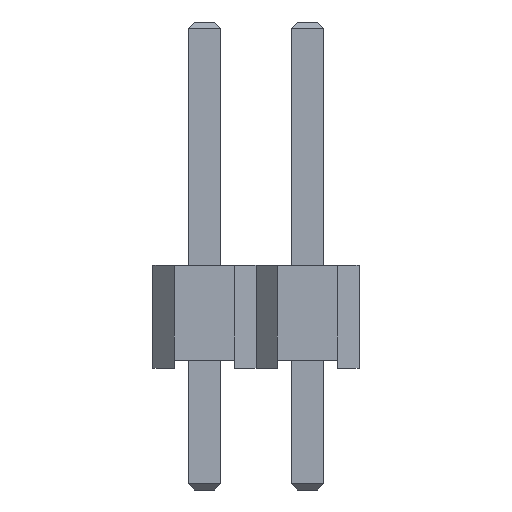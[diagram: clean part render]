
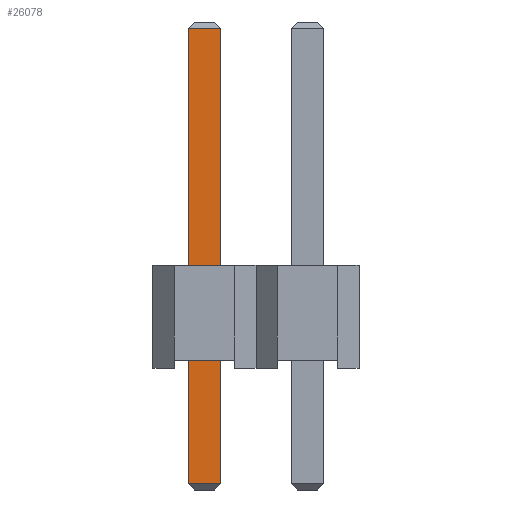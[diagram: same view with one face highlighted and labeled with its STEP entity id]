
A CAD part, front view. The second image highlights one B-rep face of the part: STEP entity #26078.
In plain terms, the highlighted planar face has unit normal (0, -1, 0).
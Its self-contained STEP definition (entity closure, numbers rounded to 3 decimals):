
#25666 = PLANE('',#25667);
#25667 = AXIS2_PLACEMENT_3D('',#25668,#25669,#25670);
#25668 = CARTESIAN_POINT('',(-0.4,-0.4,-3.));
#25669 = DIRECTION('',(-1.,0.,0.));
#25670 = DIRECTION('',(0.,1.,0.));
#25722 = PLANE('',#25723);
#25723 = AXIS2_PLACEMENT_3D('',#25724,#25725,#25726);
#25724 = CARTESIAN_POINT('',(0.4,0.4,-3.));
#25725 = DIRECTION('',(1.,0.,0.));
#25726 = DIRECTION('',(0.,-1.,0.));
#25763 = EDGE_CURVE('',#25764,#25766,#25768,.T.);
#25764 = VERTEX_POINT('',#25765);
#25765 = CARTESIAN_POINT('',(-0.4,-0.4,-2.85));
#25766 = VERTEX_POINT('',#25767);
#25767 = CARTESIAN_POINT('',(-0.4,-0.4,8.39));
#25768 = SURFACE_CURVE('',#25769,(#25773,#25780),.PCURVE_S1.);
#25769 = LINE('',#25770,#25771);
#25770 = CARTESIAN_POINT('',(-0.4,-0.4,-3.));
#25771 = VECTOR('',#25772,1.);
#25772 = DIRECTION('',(0.,0.,1.));
#25773 = PCURVE('',#25666,#25774);
#25774 = DEFINITIONAL_REPRESENTATION('',(#25775),#25779);
#25775 = LINE('',#25776,#25777);
#25776 = CARTESIAN_POINT('',(0.,0.));
#25777 = VECTOR('',#25778,1.);
#25778 = DIRECTION('',(0.,-1.));
#25779 = ( GEOMETRIC_REPRESENTATION_CONTEXT(2) 
PARAMETRIC_REPRESENTATION_CONTEXT() REPRESENTATION_CONTEXT('2D SPACE',''
  ) );
#25780 = PCURVE('',#25781,#25786);
#25781 = PLANE('',#25782);
#25782 = AXIS2_PLACEMENT_3D('',#25783,#25784,#25785);
#25783 = CARTESIAN_POINT('',(0.4,-0.4,-3.));
#25784 = DIRECTION('',(0.,-1.,0.));
#25785 = DIRECTION('',(-1.,0.,0.));
#25786 = DEFINITIONAL_REPRESENTATION('',(#25787),#25791);
#25787 = LINE('',#25788,#25789);
#25788 = CARTESIAN_POINT('',(0.8,0.));
#25789 = VECTOR('',#25790,1.);
#25790 = DIRECTION('',(0.,-1.));
#25791 = ( GEOMETRIC_REPRESENTATION_CONTEXT(2) 
PARAMETRIC_REPRESENTATION_CONTEXT() REPRESENTATION_CONTEXT('2D SPACE',''
  ) );
#26013 = VERTEX_POINT('',#26014);
#26014 = CARTESIAN_POINT('',(0.4,-0.4,8.39));
#26035 = EDGE_CURVE('',#26036,#26013,#26038,.T.);
#26036 = VERTEX_POINT('',#26037);
#26037 = CARTESIAN_POINT('',(0.4,-0.4,-2.85));
#26038 = SURFACE_CURVE('',#26039,(#26043,#26050),.PCURVE_S1.);
#26039 = LINE('',#26040,#26041);
#26040 = CARTESIAN_POINT('',(0.4,-0.4,-3.));
#26041 = VECTOR('',#26042,1.);
#26042 = DIRECTION('',(0.,0.,1.));
#26043 = PCURVE('',#25722,#26044);
#26044 = DEFINITIONAL_REPRESENTATION('',(#26045),#26049);
#26045 = LINE('',#26046,#26047);
#26046 = CARTESIAN_POINT('',(0.8,0.));
#26047 = VECTOR('',#26048,1.);
#26048 = DIRECTION('',(0.,-1.));
#26049 = ( GEOMETRIC_REPRESENTATION_CONTEXT(2) 
PARAMETRIC_REPRESENTATION_CONTEXT() REPRESENTATION_CONTEXT('2D SPACE',''
  ) );
#26050 = PCURVE('',#25781,#26051);
#26051 = DEFINITIONAL_REPRESENTATION('',(#26052),#26056);
#26052 = LINE('',#26053,#26054);
#26053 = CARTESIAN_POINT('',(0.,0.));
#26054 = VECTOR('',#26055,1.);
#26055 = DIRECTION('',(0.,-1.));
#26056 = ( GEOMETRIC_REPRESENTATION_CONTEXT(2) 
PARAMETRIC_REPRESENTATION_CONTEXT() REPRESENTATION_CONTEXT('2D SPACE',''
  ) );
#26078 = ADVANCED_FACE('',(#26079),#25781,.T.);
#26079 = FACE_BOUND('',#26080,.T.);
#26080 = EDGE_LOOP('',(#26081,#26082,#26108,#26109));
#26081 = ORIENTED_EDGE('',*,*,#26035,.T.);
#26082 = ORIENTED_EDGE('',*,*,#26083,.T.);
#26083 = EDGE_CURVE('',#26013,#25766,#26084,.T.);
#26084 = SURFACE_CURVE('',#26085,(#26089,#26096),.PCURVE_S1.);
#26085 = LINE('',#26086,#26087);
#26086 = CARTESIAN_POINT('',(0.4,-0.4,8.39));
#26087 = VECTOR('',#26088,1.);
#26088 = DIRECTION('',(-1.,0.,0.));
#26089 = PCURVE('',#25781,#26090);
#26090 = DEFINITIONAL_REPRESENTATION('',(#26091),#26095);
#26091 = LINE('',#26092,#26093);
#26092 = CARTESIAN_POINT('',(0.,-11.39));
#26093 = VECTOR('',#26094,1.);
#26094 = DIRECTION('',(1.,0.));
#26095 = ( GEOMETRIC_REPRESENTATION_CONTEXT(2) 
PARAMETRIC_REPRESENTATION_CONTEXT() REPRESENTATION_CONTEXT('2D SPACE',''
  ) );
#26096 = PCURVE('',#26097,#26102);
#26097 = PLANE('',#26098);
#26098 = AXIS2_PLACEMENT_3D('',#26099,#26100,#26101);
#26099 = CARTESIAN_POINT('',(0.4,-0.325,8.465));
#26100 = DIRECTION('',(0.,-0.707,0.707));
#26101 = DIRECTION('',(1.,0.,0.));
#26102 = DEFINITIONAL_REPRESENTATION('',(#26103),#26107);
#26103 = LINE('',#26104,#26105);
#26104 = CARTESIAN_POINT('',(0.,-0.106));
#26105 = VECTOR('',#26106,1.);
#26106 = DIRECTION('',(-1.,0.));
#26107 = ( GEOMETRIC_REPRESENTATION_CONTEXT(2) 
PARAMETRIC_REPRESENTATION_CONTEXT() REPRESENTATION_CONTEXT('2D SPACE',''
  ) );
#26108 = ORIENTED_EDGE('',*,*,#25763,.F.);
#26109 = ORIENTED_EDGE('',*,*,#26110,.F.);
#26110 = EDGE_CURVE('',#26036,#25764,#26111,.T.);
#26111 = SURFACE_CURVE('',#26112,(#26116,#26123),.PCURVE_S1.);
#26112 = LINE('',#26113,#26114);
#26113 = CARTESIAN_POINT('',(0.4,-0.4,-2.85));
#26114 = VECTOR('',#26115,1.);
#26115 = DIRECTION('',(-1.,0.,0.));
#26116 = PCURVE('',#25781,#26117);
#26117 = DEFINITIONAL_REPRESENTATION('',(#26118),#26122);
#26118 = LINE('',#26119,#26120);
#26119 = CARTESIAN_POINT('',(0.,-0.15));
#26120 = VECTOR('',#26121,1.);
#26121 = DIRECTION('',(1.,0.));
#26122 = ( GEOMETRIC_REPRESENTATION_CONTEXT(2) 
PARAMETRIC_REPRESENTATION_CONTEXT() REPRESENTATION_CONTEXT('2D SPACE',''
  ) );
#26123 = PCURVE('',#26124,#26129);
#26124 = PLANE('',#26125);
#26125 = AXIS2_PLACEMENT_3D('',#26126,#26127,#26128);
#26126 = CARTESIAN_POINT('',(0.4,-0.325,-2.925));
#26127 = DIRECTION('',(0.,0.707,0.707
    ));
#26128 = DIRECTION('',(1.,0.,0.));
#26129 = DEFINITIONAL_REPRESENTATION('',(#26130),#26134);
#26130 = LINE('',#26131,#26132);
#26131 = CARTESIAN_POINT('',(0.,-0.106));
#26132 = VECTOR('',#26133,1.);
#26133 = DIRECTION('',(-1.,0.));
#26134 = ( GEOMETRIC_REPRESENTATION_CONTEXT(2) 
PARAMETRIC_REPRESENTATION_CONTEXT() REPRESENTATION_CONTEXT('2D SPACE',''
  ) );
